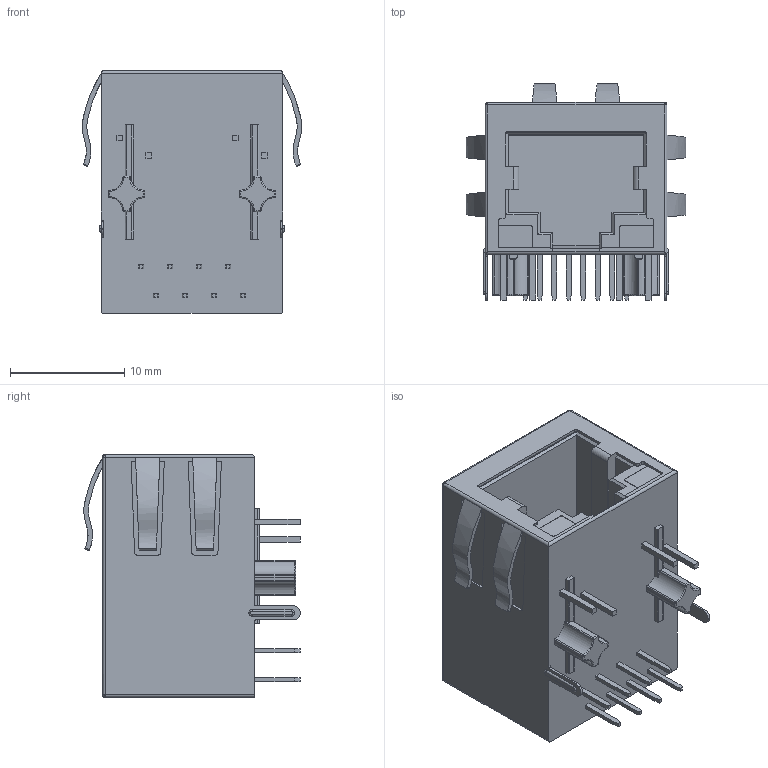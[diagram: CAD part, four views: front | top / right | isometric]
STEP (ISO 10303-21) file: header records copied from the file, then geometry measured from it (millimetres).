
FILE_DESCRIPTION (( 'STEP AP214' ), '1' );
FILE_NAME ('TMJ0277AHNL.STEP', '2022-11-04T10:56:45', ( '' ), ( '' ), 'SwSTEP 2.0', 'SolidWorks 2022', '' );
FILE_SCHEMA (( 'AUTOMOTIVE_DESIGN' ));
Length unit declared in the file: millimetre
Products named in the file (1): TMJ0277AHNL
Bounding box: 19.22 x 18.94 x 21.25 mm (x, y, z)
Volume: 3641.3 mm3; surface area: 2540.5 mm2
Topology: 1 solids, 1 shells, 695 faces, 1813 edges, 1178 vertices
Faces by surface type: plane 442, bspline 108, cylinder 105, sphere 24, torus 16
Entity records: 27749 total; most frequent: CARTESIAN_POINT 11233, ORIENTED_EDGE 3626, DIRECTION 3001, EDGE_CURVE 1813, LINE 1317, VECTOR 1317, VERTEX_POINT 1178, AXIS2_PLACEMENT_3D 842
